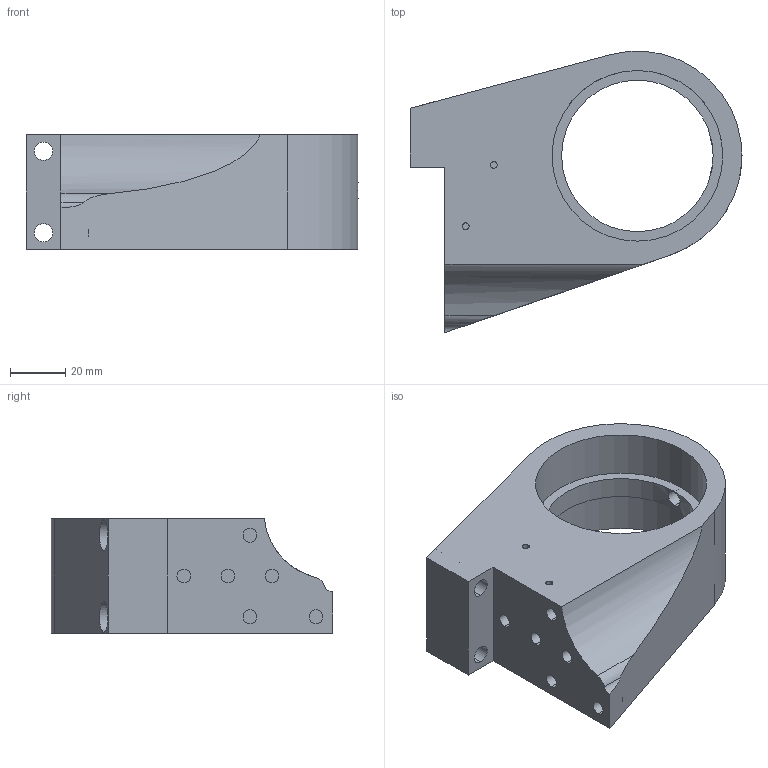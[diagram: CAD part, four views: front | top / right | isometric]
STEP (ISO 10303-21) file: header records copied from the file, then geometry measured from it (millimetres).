
FILE_DESCRIPTION (( 'STEP AP203' ), '1' );
FILE_NAME ('J2 Turret Housing_left.STEP', '2020-12-13T06:47:34', ( '' ), ( '' ), 'SwSTEP 2.0', 'SolidWorks 2020', '' );
FILE_SCHEMA (( 'CONFIG_CONTROL_DESIGN' ));
Length unit declared in the file: millimetre
Products named in the file (1): J2 Turret Housing_left
Bounding box: 120.57 x 102.08 x 41.6 mm (x, y, z)
Volume: 207686.7 mm3; surface area: 36620.4 mm2
Topology: 1 solids, 1 shells, 55 faces, 126 edges, 84 vertices
Faces by surface type: cylinder 36, plane 19
Entity records: 1800 total; most frequent: CARTESIAN_POINT 425, DIRECTION 286, ORIENTED_EDGE 252, EDGE_CURVE 126, AXIS2_PLACEMENT_3D 117, VERTEX_POINT 84, EDGE_LOOP 74, CIRCLE 61
